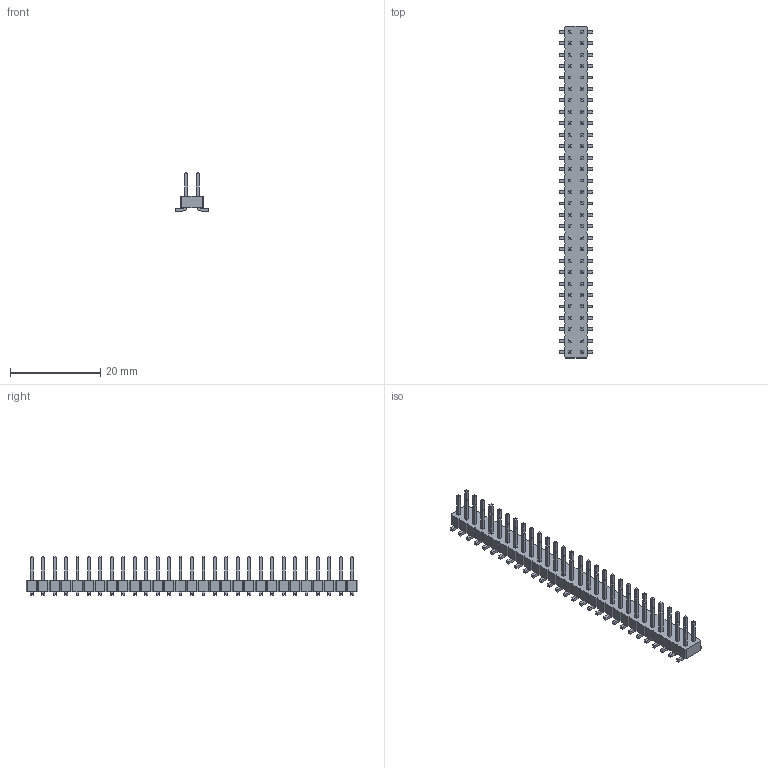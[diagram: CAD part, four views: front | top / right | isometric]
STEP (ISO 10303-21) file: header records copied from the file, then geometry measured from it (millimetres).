
FILE_DESCRIPTION(/* description */ ('model of Pin_Header_Straight_2x29_Pitch2.54mm_SMD'),/* implementation_level */ '2;1');
FILE_NAME(/* name */ 'Pin_Header_Straight_2x29_Pitch2.54mm_SMD.step',/* time_stamp */ '2017-08-19T05:49:44',/* author */ ('kicad StepUp','ksu'),/* organization */ ('FreeCAD'),/* preprocessor_version */ 'OCC',/* originating_system */ 'kicad StepUp',/* authorisation */ '');
FILE_SCHEMA(('AUTOMOTIVE_DESIGN { 1 0 10303 214 1 1 1 1 }'));
Length unit declared in the file: millimetre
Products named in the file (1): Pin_Header_Straight_2x29_Pitch254mm_SMD
Bounding box: 7.54 x 73.66 x 8.54 mm (x, y, z)
Volume: 1121.5 mm3; surface area: 2277.7 mm2
Topology: 1 solids, 1 shells, 1338 faces, 3196 edges, 1976 vertices
Faces by surface type: plane 1222, cylinder 116
Entity records: 46879 total; most frequent: CARTESIAN_POINT 6511, ORIENTED_EDGE 6392, DIRECTION 6106, EDGE_CURVE 3196, LINE 2964, VECTOR 2964, VERTEX_POINT 1976, AXIS2_PLACEMENT_3D 1571
